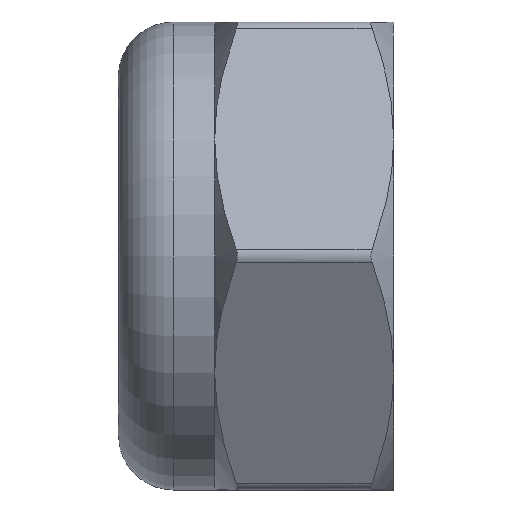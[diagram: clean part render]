
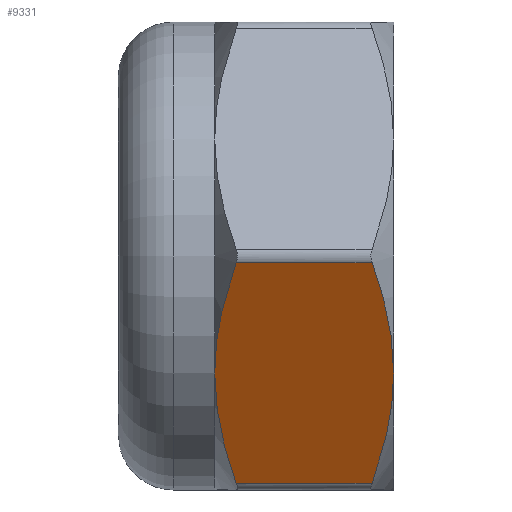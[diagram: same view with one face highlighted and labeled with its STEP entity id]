
A CAD part, left-side view. The second image highlights one B-rep face of the part: STEP entity #9331.
In plain terms, the highlighted planar face has unit normal (-0.866, 0, -0.5).
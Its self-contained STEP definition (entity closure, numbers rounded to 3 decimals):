
#848 = CARTESIAN_POINT ( 'NONE',  ( -7.757, 3.25, -3.565 ) ) ;
#1001 = FACE_OUTER_BOUND ( 'NONE', #8234, .T. ) ;
#1188 = CARTESIAN_POINT ( 'NONE',  ( -9.671, -2.467, -0.25 ) ) ;
#1290 = DIRECTION ( 'NONE',  ( 0.866, 0., 0.5 ) ) ;
#1293 = CARTESIAN_POINT ( 'NONE',  ( -7.756, -3.231, -3.566 ) ) ;
#1554 = B_SPLINE_CURVE_WITH_KNOTS ( 'NONE', 3,
 ( #12109, #6930, #15852, #1915, #13120, #4463 ),
 .UNSPECIFIED., .F., .F.,
 ( 4, 2, 4 ),
 ( 0., 0.003, 0.005 ),
 .UNSPECIFIED. ) ;
#1915 = CARTESIAN_POINT ( 'NONE',  ( -6.576, -3.175, -5.609 ) ) ;
#2078 = CARTESIAN_POINT ( 'NONE',  ( -7.361, 3.25, -4.25 ) ) ;
#2274 = CARTESIAN_POINT ( 'NONE',  ( -6.576, 3.16, -5.61 ) ) ;
#2572 = CARTESIAN_POINT ( 'NONE',  ( -9.296, -2.706, -0.899 ) ) ;
#3309 = CARTESIAN_POINT ( 'NONE',  ( -7.361, 3.25, -4.25 ) ) ;
#3408 = VERTEX_POINT ( 'NONE', #12314 ) ;
#3767 = VECTOR ( 'NONE', #7267, 1000. ) ;
#4343 = ORIENTED_EDGE ( 'NONE', *, *, #7382, .T. ) ;
#4411 = VERTEX_POINT ( 'NONE', #5773 ) ;
#4457 = EDGE_CURVE ( 'NONE', #4411, #6080, #8946, .T. ) ;
#4463 = CARTESIAN_POINT ( 'NONE',  ( -7.361, -3.25, -4.25 ) ) ;
#5047 = VERTEX_POINT ( 'NONE', #9933 ) ;
#5223 = EDGE_CURVE ( 'NONE', #10050, #3408, #1554, .T. ) ;
#5274 = VERTEX_POINT ( 'NONE', #16020 ) ;
#5773 = CARTESIAN_POINT ( 'NONE',  ( -7.361, 3.25, -4.25 ) ) ;
#5925 = CARTESIAN_POINT ( 'NONE',  ( -8.146, 3.175, -2.891 ) ) ;
#6080 = VERTEX_POINT ( 'NONE', #16402 ) ;
#6490 = EDGE_CURVE ( 'NONE', #5047, #4411, #6731, .T. ) ;
#6731 = B_SPLINE_CURVE_WITH_KNOTS ( 'NONE', 3,
 ( #8412, #7026, #7224, #5925, #848, #2078 ),
 .UNSPECIFIED., .F., .F.,
 ( 4, 2, 4 ),
 ( 0., 0.003, 0.005 ),
 .UNSPECIFIED. ) ;
#6930 = CARTESIAN_POINT ( 'NONE',  ( -5.428, -2.707, -7.599 ) ) ;
#7026 = CARTESIAN_POINT ( 'NONE',  ( -9.295, 2.707, -0.901 ) ) ;
#7116 = LINE ( 'NONE', #12351, #3767 ) ;
#7224 = CARTESIAN_POINT ( 'NONE',  ( -8.915, 2.903, -1.559 ) ) ;
#7267 = DIRECTION ( 'NONE',  ( 0., 1., 0. ) ) ;
#7382 = EDGE_CURVE ( 'NONE', #6080, #10050, #14917, .T. ) ;
#7620 = CARTESIAN_POINT ( 'NONE',  ( -8.34, -3.107, -2.554 ) ) ;
#7650 = ORIENTED_EDGE ( 'NONE', *, *, #8523, .T. ) ;
#8160 = ORIENTED_EDGE ( 'NONE', *, *, #5223, .T. ) ;
#8234 = EDGE_LOOP ( 'NONE', ( #14027, #7650, #9303, #9768, #4343, #8160 ) ) ;
#8412 = CARTESIAN_POINT ( 'NONE',  ( -9.671, 2.467, -0.25 ) ) ;
#8413 = CARTESIAN_POINT ( 'NONE',  ( -5.052, 2.467, -8.25 ) ) ;
#8523 = EDGE_CURVE ( 'NONE', #5274, #5047, #7116, .T. ) ;
#8697 = CARTESIAN_POINT ( 'NONE',  ( -8.147, -3.16, -2.89 ) ) ;
#8746 = DIRECTION ( 'NONE',  ( 0.5, 0., -0.866 ) ) ;
#8845 = CARTESIAN_POINT ( 'NONE',  ( -4.907, 3.25, -8.5 ) ) ;
#8849 = CARTESIAN_POINT ( 'NONE',  ( -7.558, -3.25, -3.91 ) ) ;
#8946 = B_SPLINE_CURVE_WITH_KNOTS ( 'NONE', 3,
 ( #3309, #14990, #9755, #2274, #13648, #16211, #16113, #8413 ),
 .UNSPECIFIED., .F., .F.,
 ( 4, 2, 2, 4 ),
 ( 0.005, 0.006, 0.007, 0.01 ),
 .UNSPECIFIED. ) ;
#9303 = ORIENTED_EDGE ( 'NONE', *, *, #6490, .T. ) ;
#9331 = ADVANCED_FACE ( 'NONE', ( #1001 ), #12639, .F. ) ;
#9755 = CARTESIAN_POINT ( 'NONE',  ( -6.967, 3.231, -4.934 ) ) ;
#9768 = ORIENTED_EDGE ( 'NONE', *, *, #4457, .T. ) ;
#9933 = CARTESIAN_POINT ( 'NONE',  ( -9.671, 2.467, -0.25 ) ) ;
#10050 = VERTEX_POINT ( 'NONE', #14536 ) ;
#10477 = EDGE_CURVE ( 'NONE', #3408, #5274, #15197, .T. ) ;
#11490 = VECTOR ( 'NONE', #16126, 1000. ) ;
#11720 = AXIS2_PLACEMENT_3D ( 'NONE', #8845, #1290, #8746 ) ;
#12109 = CARTESIAN_POINT ( 'NONE',  ( -5.052, -2.467, -8.25 ) ) ;
#12314 = CARTESIAN_POINT ( 'NONE',  ( -7.361, -3.25, -4.25 ) ) ;
#12351 = CARTESIAN_POINT ( 'NONE',  ( -9.671, 3.25, -0.25 ) ) ;
#12639 = PLANE ( 'NONE',  #11720 ) ;
#13120 = CARTESIAN_POINT ( 'NONE',  ( -6.966, -3.25, -4.935 ) ) ;
#13648 = CARTESIAN_POINT ( 'NONE',  ( -6.382, 3.107, -5.946 ) ) ;
#14027 = ORIENTED_EDGE ( 'NONE', *, *, #10477, .T. ) ;
#14536 = CARTESIAN_POINT ( 'NONE',  ( -5.052, -2.467, -8.25 ) ) ;
#14917 = LINE ( 'NONE', #16178, #11490 ) ;
#14990 = CARTESIAN_POINT ( 'NONE',  ( -7.165, 3.25, -4.59 ) ) ;
#15130 = CARTESIAN_POINT ( 'NONE',  ( -7.361, -3.25, -4.25 ) ) ;
#15197 = B_SPLINE_CURVE_WITH_KNOTS ( 'NONE', 3,
 ( #15130, #8849, #1293, #8697, #7620, #15350, #2572, #1188 ),
 .UNSPECIFIED., .F., .F.,
 ( 4, 2, 2, 4 ),
 ( 0.005, 0.006, 0.007, 0.01 ),
 .UNSPECIFIED. ) ;
#15350 = CARTESIAN_POINT ( 'NONE',  ( -8.917, -2.902, -1.555 ) ) ;
#15852 = CARTESIAN_POINT ( 'NONE',  ( -5.807, -2.903, -6.941 ) ) ;
#16020 = CARTESIAN_POINT ( 'NONE',  ( -9.671, -2.467, -0.25 ) ) ;
#16113 = CARTESIAN_POINT ( 'NONE',  ( -5.426, 2.706, -7.601 ) ) ;
#16126 = DIRECTION ( 'NONE',  ( 0., -1., 0. ) ) ;
#16178 = CARTESIAN_POINT ( 'NONE',  ( -5.052, 3.25, -8.25 ) ) ;
#16211 = CARTESIAN_POINT ( 'NONE',  ( -5.805, 2.902, -6.945 ) ) ;
#16402 = CARTESIAN_POINT ( 'NONE',  ( -5.052, 2.467, -8.25 ) ) ;
